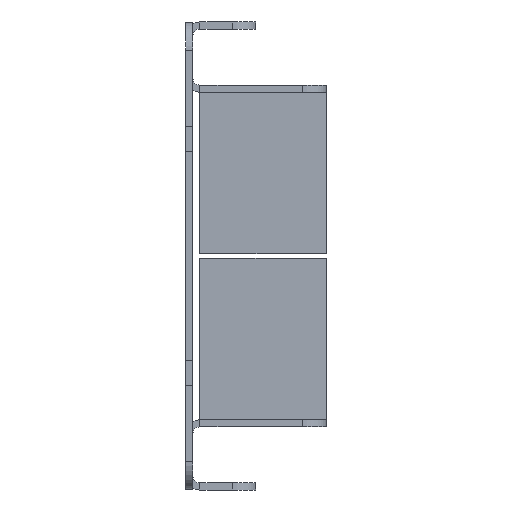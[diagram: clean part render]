
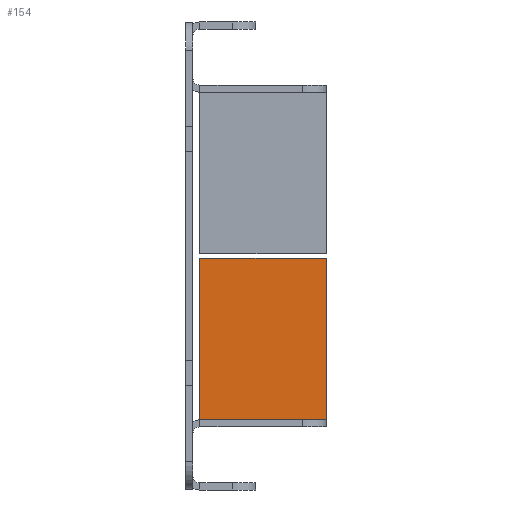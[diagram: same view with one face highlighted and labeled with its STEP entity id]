
A CAD part, left-side view. The second image highlights one B-rep face of the part: STEP entity #154.
In plain terms, the highlighted planar face has unit normal (-1, 0, 0).
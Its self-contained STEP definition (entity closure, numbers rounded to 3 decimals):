
#9 = LINE ( 'NONE', #2308, #1280 ) ;
#47 = AXIS2_PLACEMENT_3D ( 'NONE', #740, #53, #480 ) ;
#53 = DIRECTION ( 'NONE',  ( 1., 0., 0. ) ) ;
#154 = ADVANCED_FACE ( 'NONE', ( #759 ), #2353, .F. ) ;
#480 = DIRECTION ( 'NONE',  ( 0., 0., -1. ) ) ;
#586 = EDGE_CURVE ( 'NONE', #873, #2195, #1433, .T. ) ;
#638 = DIRECTION ( 'NONE',  ( 0., 0., 1. ) ) ;
#691 = VERTEX_POINT ( 'NONE', #1876 ) ;
#708 = ORIENTED_EDGE ( 'NONE', *, *, #2637, .T. ) ;
#723 = CARTESIAN_POINT ( 'NONE',  ( -493.5, 27., 17.25 ) ) ;
#740 = CARTESIAN_POINT ( 'NONE',  ( -493.5, 27., 17.25 ) ) ;
#759 = FACE_OUTER_BOUND ( 'NONE', #2175, .T. ) ;
#873 = VERTEX_POINT ( 'NONE', #1776 ) ;
#1143 = CARTESIAN_POINT ( 'NONE',  ( -493.5, 0., -17.25 ) ) ;
#1163 = CARTESIAN_POINT ( 'NONE',  ( -493.5, 27., -17.25 ) ) ;
#1257 = EDGE_CURVE ( 'NONE', #691, #873, #1788, .T. ) ;
#1280 = VECTOR ( 'NONE', #1817, 1000. ) ;
#1332 = VECTOR ( 'NONE', #1447, 1000. ) ;
#1433 = LINE ( 'NONE', #723, #1332 ) ;
#1440 = ORIENTED_EDGE ( 'NONE', *, *, #1257, .F. ) ;
#1447 = DIRECTION ( 'NONE',  ( 0., -1., 0. ) ) ;
#1584 = DIRECTION ( 'NONE',  ( 0., -1., 0. ) ) ;
#1617 = ORIENTED_EDGE ( 'NONE', *, *, #2016, .T. ) ;
#1747 = CARTESIAN_POINT ( 'NONE',  ( -493.5, 27., 17.25 ) ) ;
#1776 = CARTESIAN_POINT ( 'NONE',  ( -493.5, 27., 17.25 ) ) ;
#1788 = LINE ( 'NONE', #1747, #2799 ) ;
#1817 = DIRECTION ( 'NONE',  ( 0., 0., 1. ) ) ;
#1876 = CARTESIAN_POINT ( 'NONE',  ( -493.5, 27., -17.25 ) ) ;
#2016 = EDGE_CURVE ( 'NONE', #691, #2791, #2303, .T. ) ;
#2027 = ORIENTED_EDGE ( 'NONE', *, *, #586, .F. ) ;
#2175 = EDGE_LOOP ( 'NONE', ( #708, #2027, #1440, #1617 ) ) ;
#2195 = VERTEX_POINT ( 'NONE', #2762 ) ;
#2303 = LINE ( 'NONE', #1163, #2852 ) ;
#2308 = CARTESIAN_POINT ( 'NONE',  ( -493.5, 0., 17.25 ) ) ;
#2353 = PLANE ( 'NONE',  #47 ) ;
#2637 = EDGE_CURVE ( 'NONE', #2791, #2195, #9, .T. ) ;
#2762 = CARTESIAN_POINT ( 'NONE',  ( -493.5, 0., 17.25 ) ) ;
#2791 = VERTEX_POINT ( 'NONE', #1143 ) ;
#2799 = VECTOR ( 'NONE', #638, 1000. ) ;
#2852 = VECTOR ( 'NONE', #1584, 1000. ) ;
